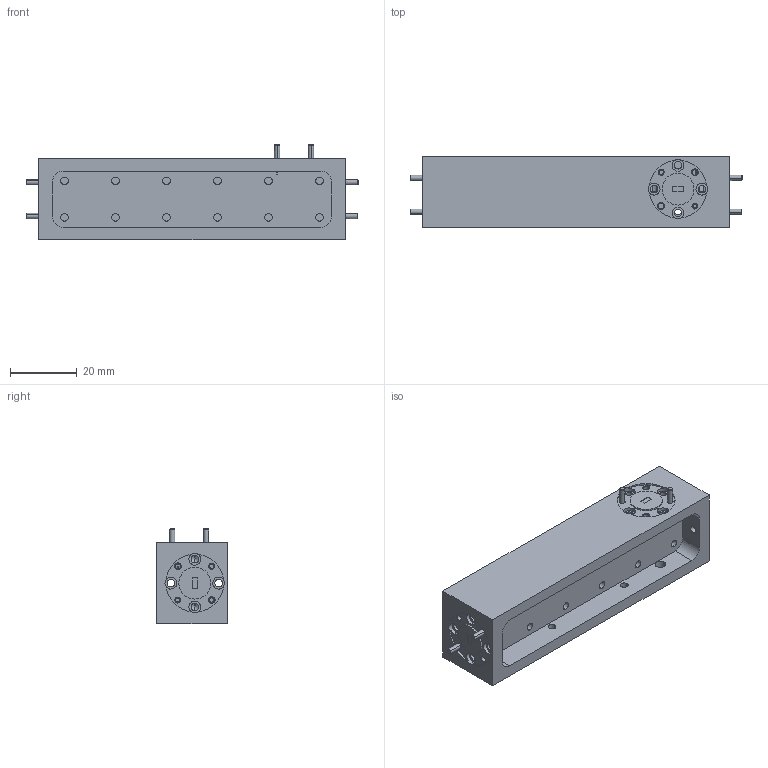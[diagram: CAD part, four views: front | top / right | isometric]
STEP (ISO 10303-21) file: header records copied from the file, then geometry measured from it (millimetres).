
FILE_DESCRIPTION (( 'STEP AP203' ), '1' );
FILE_NAME ('SWD-0340H-12-SB.STEP', '2022-06-21T19:42:13', ( '' ), ( '' ), 'SwSTEP 2.0', 'SolidWorks 2021', '' );
FILE_SCHEMA (( 'CONFIG_CONTROL_DESIGN' ));
Length unit declared in the file: inch
Products named in the file (1): SWD-0340H-12-SB
Bounding box: 99.19 x 21.06 x 28.38 mm (x, y, z)
Volume: 26069.8 mm3; surface area: 14585.4 mm2
Topology: 1 solids, 1 shells, 690 faces, 1653 edges, 1017 vertices
Faces by surface type: cylinder 256, plane 243, cone 191
Entity records: 20651 total; most frequent: CARTESIAN_POINT 4061, DIRECTION 3692, ORIENTED_EDGE 3290, EDGE_CURVE 1645, AXIS2_PLACEMENT_3D 1482, VERTEX_POINT 1017, EDGE_LOOP 814, CIRCLE 791
